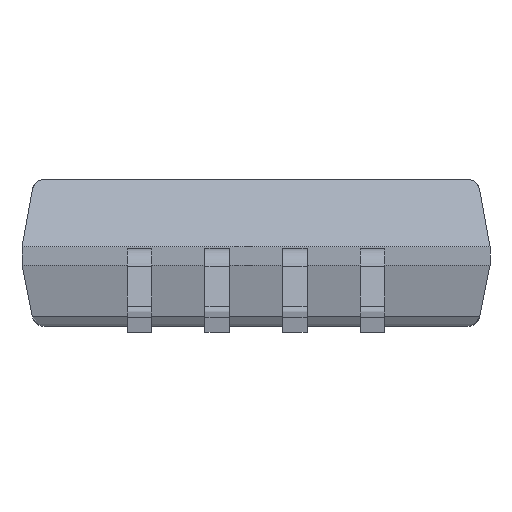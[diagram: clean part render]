
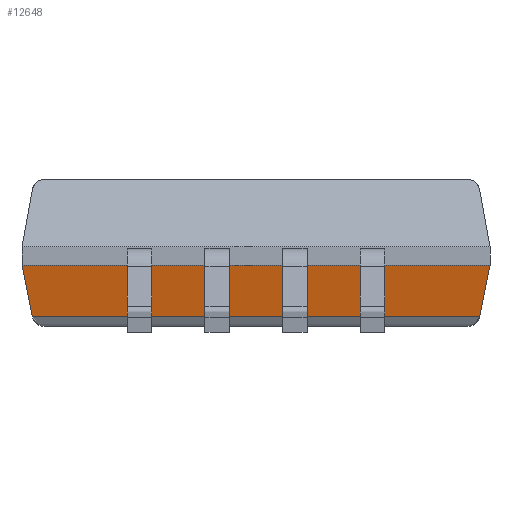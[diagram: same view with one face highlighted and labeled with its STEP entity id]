
A CAD part, front view. The second image highlights one B-rep face of the part: STEP entity #12648.
In plain terms, the highlighted free-form (B-spline) face has degree [1, 1] with [2, 2] control points.
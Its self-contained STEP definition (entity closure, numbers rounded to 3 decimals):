
#2240 = PLANE('',#2241);
#2241 = AXIS2_PLACEMENT_3D('',#2242,#2243,#2244);
#2242 = CARTESIAN_POINT('',(3.825,-3.8,1.4));
#2243 = DIRECTION('',(0.,1.,0.));
#2244 = DIRECTION('',(-1.,0.,0.));
#2350 = VERTEX_POINT('',#2351);
#2351 = CARTESIAN_POINT('',(-3.825,-3.8,1.1));
#2367 = B_SPLINE_SURFACE_WITH_KNOTS('',1,1,(
    (#2368,#2369)
    ,(#2370,#2371
    )),.UNSPECIFIED.,.F.,.F.,.F.,(2,2),(2,2),(0.,7.6),(0.,1.),
  .PIECEWISE_BEZIER_KNOTS.);
#2368 = CARTESIAN_POINT('',(-3.625,-3.6,0.1));
#2369 = CARTESIAN_POINT('',(-3.825,-3.8,1.1));
#2370 = CARTESIAN_POINT('',(-3.625,3.6,0.1));
#2371 = CARTESIAN_POINT('',(-3.825,3.8,1.1));
#6658 = EDGE_CURVE('',#6659,#2350,#6661,.T.);
#6659 = VERTEX_POINT('',#6660);
#6660 = CARTESIAN_POINT('',(3.825,-3.8,1.1));
#6661 = SURFACE_CURVE('',#6662,(#6666,#6673),.PCURVE_S1.);
#6662 = LINE('',#6663,#6664);
#6663 = CARTESIAN_POINT('',(3.825,-3.8,1.1));
#6664 = VECTOR('',#6665,1.);
#6665 = DIRECTION('',(-1.,0.,0.));
#6666 = PCURVE('',#2240,#6667);
#6667 = DEFINITIONAL_REPRESENTATION('',(#6668),#6672);
#6668 = LINE('',#6669,#6670);
#6669 = CARTESIAN_POINT('',(0.,-0.3));
#6670 = VECTOR('',#6671,1.);
#6671 = DIRECTION('',(1.,0.));
#6672 = ( GEOMETRIC_REPRESENTATION_CONTEXT(2) 
PARAMETRIC_REPRESENTATION_CONTEXT() REPRESENTATION_CONTEXT('2D SPACE',''
  ) );
#6673 = PCURVE('',#6674,#6679);
#6674 = B_SPLINE_SURFACE_WITH_KNOTS('',1,1,(
    (#6675,#6676)
    ,(#6677,#6678
    )),.UNSPECIFIED.,.F.,.F.,.F.,(2,2),(2,2),(0.,7.65),(0.,1.),
  .PIECEWISE_BEZIER_KNOTS.);
#6675 = CARTESIAN_POINT('',(3.625,-3.6,0.1));
#6676 = CARTESIAN_POINT('',(3.825,-3.8,1.1));
#6677 = CARTESIAN_POINT('',(-3.625,-3.6,0.1));
#6678 = CARTESIAN_POINT('',(-3.825,-3.8,1.1));
#6679 = DEFINITIONAL_REPRESENTATION('',(#6680),#6684);
#6680 = LINE('',#6681,#6682);
#6681 = CARTESIAN_POINT('',(0.,1.));
#6682 = VECTOR('',#6683,1.);
#6683 = DIRECTION('',(1.,0.));
#6684 = ( GEOMETRIC_REPRESENTATION_CONTEXT(2) 
PARAMETRIC_REPRESENTATION_CONTEXT() REPRESENTATION_CONTEXT('2D SPACE',''
  ) );
#6877 = EDGE_CURVE('',#6878,#2350,#6880,.T.);
#6878 = VERTEX_POINT('',#6879);
#6879 = CARTESIAN_POINT('',(-3.657,-3.632,
    0.261));
#6880 = SURFACE_CURVE('',#6881,(#6884,#6891),.PCURVE_S1.);
#6881 = B_SPLINE_CURVE_WITH_KNOTS('',1,(#6882,#6883),.UNSPECIFIED.,.F.,
  .F.,(2,2),(0.,1.),.PIECEWISE_BEZIER_KNOTS.);
#6882 = CARTESIAN_POINT('',(-3.625,-3.6,0.1));
#6883 = CARTESIAN_POINT('',(-3.825,-3.8,1.1));
#6884 = PCURVE('',#2367,#6885);
#6885 = DEFINITIONAL_REPRESENTATION('',(#6886),#6890);
#6886 = LINE('',#6887,#6888);
#6887 = CARTESIAN_POINT('',(0.,0.));
#6888 = VECTOR('',#6889,1.);
#6889 = DIRECTION('',(0.,1.));
#6890 = ( GEOMETRIC_REPRESENTATION_CONTEXT(2) 
PARAMETRIC_REPRESENTATION_CONTEXT() REPRESENTATION_CONTEXT('2D SPACE',''
  ) );
#6891 = PCURVE('',#6674,#6892);
#6892 = DEFINITIONAL_REPRESENTATION('',(#6893),#6897);
#6893 = LINE('',#6894,#6895);
#6894 = CARTESIAN_POINT('',(7.65,0.));
#6895 = VECTOR('',#6896,1.);
#6896 = DIRECTION('',(0.,1.));
#6897 = ( GEOMETRIC_REPRESENTATION_CONTEXT(2) 
PARAMETRIC_REPRESENTATION_CONTEXT() REPRESENTATION_CONTEXT('2D SPACE',''
  ) );
#12648 = ADVANCED_FACE('',(#12649),#6674,.F.);
#12649 = FACE_BOUND('',#12650,.F.);
#12650 = EDGE_LOOP('',(#12651,#12652,#12653,#12680));
#12651 = ORIENTED_EDGE('',*,*,#6877,.T.);
#12652 = ORIENTED_EDGE('',*,*,#6658,.F.);
#12653 = ORIENTED_EDGE('',*,*,#12654,.F.);
#12654 = EDGE_CURVE('',#12655,#6659,#12657,.T.);
#12655 = VERTEX_POINT('',#12656);
#12656 = CARTESIAN_POINT('',(3.657,-3.632,
    0.261));
#12657 = SURFACE_CURVE('',#12658,(#12661,#12668),.PCURVE_S1.);
#12658 = B_SPLINE_CURVE_WITH_KNOTS('',1,(#12659,#12660),.UNSPECIFIED.,
  .F.,.F.,(2,2),(0.,1.),.PIECEWISE_BEZIER_KNOTS.);
#12659 = CARTESIAN_POINT('',(3.625,-3.6,0.1));
#12660 = CARTESIAN_POINT('',(3.825,-3.8,1.1));
#12661 = PCURVE('',#6674,#12662);
#12662 = DEFINITIONAL_REPRESENTATION('',(#12663),#12667);
#12663 = LINE('',#12664,#12665);
#12664 = CARTESIAN_POINT('',(0.,0.));
#12665 = VECTOR('',#12666,1.);
#12666 = DIRECTION('',(0.,1.));
#12667 = ( GEOMETRIC_REPRESENTATION_CONTEXT(2) 
PARAMETRIC_REPRESENTATION_CONTEXT() REPRESENTATION_CONTEXT('2D SPACE',''
  ) );
#12668 = PCURVE('',#12669,#12674);
#12669 = B_SPLINE_SURFACE_WITH_KNOTS('',1,1,(
    (#12670,#12671)
    ,(#12672,#12673
    )),.UNSPECIFIED.,.F.,.F.,.F.,(2,2),(2,2),(0.,7.6),(0.,1.),
  .PIECEWISE_BEZIER_KNOTS.);
#12670 = CARTESIAN_POINT('',(3.625,3.6,0.1));
#12671 = CARTESIAN_POINT('',(3.825,3.8,1.1));
#12672 = CARTESIAN_POINT('',(3.625,-3.6,0.1));
#12673 = CARTESIAN_POINT('',(3.825,-3.8,1.1));
#12674 = DEFINITIONAL_REPRESENTATION('',(#12675),#12679);
#12675 = LINE('',#12676,#12677);
#12676 = CARTESIAN_POINT('',(7.6,0.));
#12677 = VECTOR('',#12678,1.);
#12678 = DIRECTION('',(0.,1.));
#12679 = ( GEOMETRIC_REPRESENTATION_CONTEXT(2) 
PARAMETRIC_REPRESENTATION_CONTEXT() REPRESENTATION_CONTEXT('2D SPACE',''
  ) );
#12680 = ORIENTED_EDGE('',*,*,#12681,.T.);
#12681 = EDGE_CURVE('',#12655,#6878,#12682,.T.);
#12682 = SURFACE_CURVE('',#12683,(#12689,#12695),.PCURVE_S1.);
#12683 = B_SPLINE_CURVE_WITH_KNOTS('',2,(#12684,#12685,#12686,#12687,
    #12688),.UNSPECIFIED.,.F.,.F.,(3,1,1,3),(-0.387,
    -0.032,7.282,7.637),.UNSPECIFIED.);
#12684 = CARTESIAN_POINT('',(4.012,-3.632,
    0.261));
#12685 = CARTESIAN_POINT('',(3.835,-3.632,
    0.261));
#12686 = CARTESIAN_POINT('',(0.,-3.632,0.261));
#12687 = CARTESIAN_POINT('',(-3.835,-3.632,
    0.261));
#12688 = CARTESIAN_POINT('',(-4.012,-3.632,
    0.261));
#12689 = PCURVE('',#6674,#12690);
#12690 = DEFINITIONAL_REPRESENTATION('',(#12691),#12694);
#12691 = B_SPLINE_CURVE_WITH_KNOTS('',1,(#12692,#12693),.UNSPECIFIED.,
  .F.,.F.,(2,2),(-0.032,7.282),
  .PIECEWISE_BEZIER_KNOTS.);
#12692 = CARTESIAN_POINT('',(0.,0.161));
#12693 = CARTESIAN_POINT('',(7.65,0.161));
#12694 = ( GEOMETRIC_REPRESENTATION_CONTEXT(2) 
PARAMETRIC_REPRESENTATION_CONTEXT() REPRESENTATION_CONTEXT('2D SPACE',''
  ) );
#12695 = PCURVE('',#12696,#12712);
#12696 = ( BOUNDED_SURFACE() B_SPLINE_SURFACE(2,2,(
    (#12697,#12698,#12699,#12700,#12701)
    ,(#12702,#12703,#12704,#12705,#12706)
    ,(#12707,#12708,#12709,#12710,#12711
)),.UNSPECIFIED.,.F.,.F.,.F.) B_SPLINE_SURFACE_WITH_KNOTS((3,3),(3,1,1,3
    ),(0.,7.314),(-0.387,-0.032,
    7.282,7.637),.UNSPECIFIED.) 
GEOMETRIC_REPRESENTATION_ITEM() RATIONAL_B_SPLINE_SURFACE((
    (1.,1.,1.,1.,1.)
    ,(0.773,0.773,0.773,0.773
      ,0.773)
,(1.,1.,1.,1.,1.))) REPRESENTATION_ITEM('') SURFACE() );
#12697 = CARTESIAN_POINT('',(4.012,-3.436,0.1));
#12698 = CARTESIAN_POINT('',(3.835,-3.436,0.1));
#12699 = CARTESIAN_POINT('',(0.,-3.436,0.1));
#12700 = CARTESIAN_POINT('',(-3.835,-3.436,0.1));
#12701 = CARTESIAN_POINT('',(-4.012,-3.436,0.1));
#12702 = CARTESIAN_POINT('',(4.012,-3.6,0.1));
#12703 = CARTESIAN_POINT('',(3.835,-3.6,0.1));
#12704 = CARTESIAN_POINT('',(0.,-3.6,0.1));
#12705 = CARTESIAN_POINT('',(-3.835,-3.6,0.1));
#12706 = CARTESIAN_POINT('',(-4.012,-3.6,0.1));
#12707 = CARTESIAN_POINT('',(4.012,-3.632,
    0.261));
#12708 = CARTESIAN_POINT('',(3.835,-3.632,
    0.261));
#12709 = CARTESIAN_POINT('',(0.,-3.632,0.261));
#12710 = CARTESIAN_POINT('',(-3.835,-3.632,
    0.261));
#12711 = CARTESIAN_POINT('',(-4.012,-3.632,
    0.261));
#12712 = DEFINITIONAL_REPRESENTATION('',(#12713),#12717);
#12713 = LINE('',#12714,#12715);
#12714 = CARTESIAN_POINT('',(7.314,0.));
#12715 = VECTOR('',#12716,1.);
#12716 = DIRECTION('',(0.,1.));
#12717 = ( GEOMETRIC_REPRESENTATION_CONTEXT(2) 
PARAMETRIC_REPRESENTATION_CONTEXT() REPRESENTATION_CONTEXT('2D SPACE',''
  ) );
